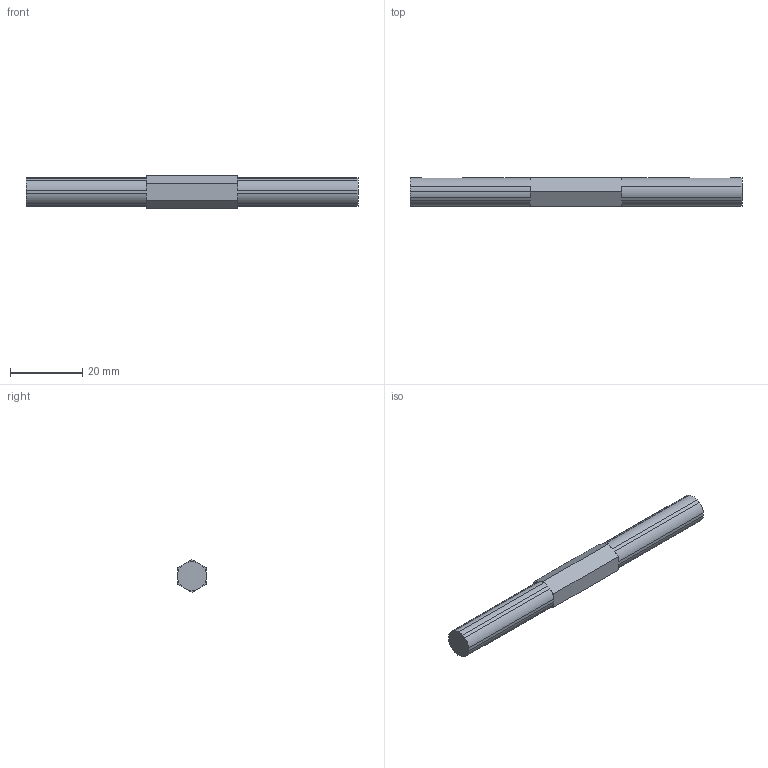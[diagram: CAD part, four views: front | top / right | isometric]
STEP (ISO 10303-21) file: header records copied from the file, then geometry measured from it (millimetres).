
FILE_DESCRIPTION (( 'STEP AP203' ), '1' );
FILE_NAME ('am-2364 RAW Box Worm Shaft.STEP', '2022-05-12T19:05:26', ( '' ), ( '' ), 'SwSTEP 2.0', 'SolidWorks 2021', '' );
FILE_SCHEMA (( 'CONFIG_CONTROL_DESIGN' ));
Length unit declared in the file: inch
Products named in the file (1): am-2364 RAW Box Worm Shaft
Bounding box: 92.08 x 7.94 x 9.17 mm (x, y, z)
Volume: 4678.9 mm3; surface area: 2534.7 mm2
Topology: 1 solids, 1 shells, 46 faces, 132 edges, 88 vertices
Faces by surface type: plane 28, cylinder 18
Entity records: 1639 total; most frequent: CARTESIAN_POINT 331, ORIENTED_EDGE 264, DIRECTION 254, EDGE_CURVE 132, LINE 88, VERTEX_POINT 88, VECTOR 88, AXIS2_PLACEMENT_3D 83
